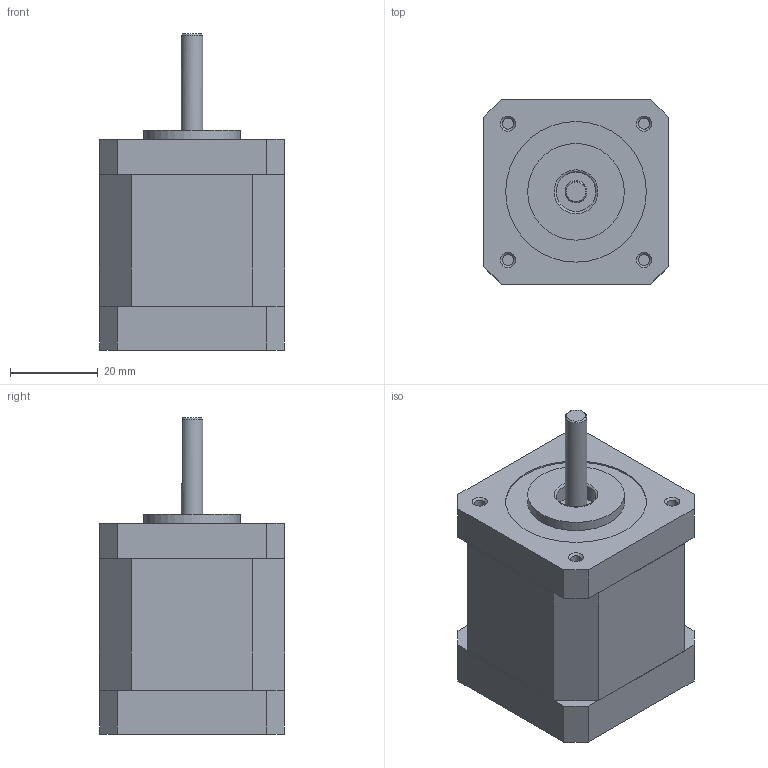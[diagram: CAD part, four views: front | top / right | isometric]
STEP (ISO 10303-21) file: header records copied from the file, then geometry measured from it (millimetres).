
FILE_DESCRIPTION(/* description */ ('STEP AP203'),/* implementation_level */ '2;1');
FILE_NAME(/* name */ 'Leadshine 42CM06.step',/* time_stamp */ '2025-05-05T22:33:56+10:00',/* author */ (''),/* organization */ (''),/* preprocessor_version */ 'ST-DEVELOPER v20.1',/* originating_system */ 'Autodesk Translation Framework v14.4.0.0',/* authorisation */ '');
FILE_SCHEMA (('AUTOMOTIVE_DESIGN { 1 0 10303 214 3 1 1 }'));
Length unit declared in the file: millimetre
Products named in the file (1): 42CM06
Bounding box: 42.2 x 42.2 x 72 mm (x, y, z)
Volume: 81942.6 mm3; surface area: 12302 mm2
Topology: 1 solids, 1 shells, 173 faces, 438 edges, 285 vertices
Faces by surface type: plane 126, cylinder 34, cone 7, torus 6
Full cylindrical faces by diameter (mm): 2.5 x4, 5 x6, 6 x4, 9 x2, 22 x1, 32 x1
Entity records: 5240 total; most frequent: DIRECTION 929, CARTESIAN_POINT 901, ORIENTED_EDGE 876, EDGE_CURVE 438, AXIS2_PLACEMENT_3D 319, LINE 291, VECTOR 291, VERTEX_POINT 285
